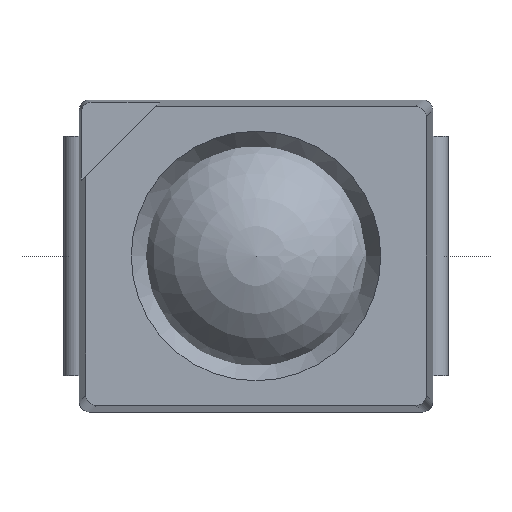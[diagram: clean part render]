
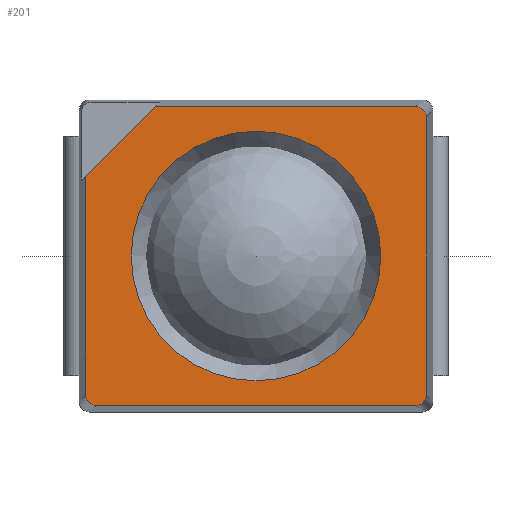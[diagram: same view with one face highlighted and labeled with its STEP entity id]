
A CAD part, front view. The second image highlights one B-rep face of the part: STEP entity #201.
In plain terms, the highlighted face is planar.
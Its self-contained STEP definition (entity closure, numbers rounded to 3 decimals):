
#201=ADVANCED_FACE('',(#305,#306),#258,.T.);
#258=PLANE('',#1217);
#295=CIRCLE('',#1216,1.2);
#305=FACE_BOUND('',#310,.T.);
#306=FACE_BOUND('',#311,.T.);
#310=EDGE_LOOP('',(#380,#381,#382,#383,#384,#385,#386,#387));
#311=EDGE_LOOP('',(#388));
#368=ELLIPSE('',#1213,0.1,0.1);
#369=ELLIPSE('',#1214,0.1,0.1);
#370=ELLIPSE('',#1215,0.1,0.1);
#380=ORIENTED_EDGE('',*,*,#799,.F.);
#381=ORIENTED_EDGE('',*,*,#800,.T.);
#382=ORIENTED_EDGE('',*,*,#801,.T.);
#383=ORIENTED_EDGE('',*,*,#802,.F.);
#384=ORIENTED_EDGE('',*,*,#803,.T.);
#385=ORIENTED_EDGE('',*,*,#804,.F.);
#386=ORIENTED_EDGE('',*,*,#805,.T.);
#387=ORIENTED_EDGE('',*,*,#806,.T.);
#388=ORIENTED_EDGE('',*,*,#807,.T.);
#692=VERTEX_POINT('',#1581);
#693=VERTEX_POINT('',#1582);
#694=VERTEX_POINT('',#1584);
#695=VERTEX_POINT('',#1586);
#696=VERTEX_POINT('',#1588);
#697=VERTEX_POINT('',#1590);
#698=VERTEX_POINT('',#1592);
#699=VERTEX_POINT('',#1594);
#700=VERTEX_POINT('',#1597);
#799=EDGE_CURVE('',#692,#693,#959,.T.);
#800=EDGE_CURVE('',#692,#694,#960,.T.);
#801=EDGE_CURVE('',#694,#695,#368,.T.);
#802=EDGE_CURVE('',#696,#695,#961,.T.);
#803=EDGE_CURVE('',#696,#697,#369,.T.);
#804=EDGE_CURVE('',#698,#697,#962,.T.);
#805=EDGE_CURVE('',#698,#699,#370,.T.);
#806=EDGE_CURVE('',#699,#693,#963,.T.);
#807=EDGE_CURVE('',#700,#700,#295,.T.);
#959=LINE('',#1580,#1085);
#960=LINE('',#1583,#1086);
#961=LINE('',#1587,#1087);
#962=LINE('',#1591,#1088);
#963=LINE('',#1595,#1089);
#1085=VECTOR('',#1294,1.);
#1086=VECTOR('',#1295,1.);
#1087=VECTOR('',#1298,1.);
#1088=VECTOR('',#1301,1.);
#1089=VECTOR('',#1304,1.);
#1213=AXIS2_PLACEMENT_3D('',#1585,#1296,#1297);
#1214=AXIS2_PLACEMENT_3D('',#1589,#1299,#1300);
#1215=AXIS2_PLACEMENT_3D('',#1593,#1302,#1303);
#1216=AXIS2_PLACEMENT_3D('',#1596,#1305,#1306);
#1217=AXIS2_PLACEMENT_3D('',#1598,#1307,#1308);
#1294=DIRECTION('',(0.707,0.707,0.));
#1295=DIRECTION('',(0.,-1.,0.));
#1296=DIRECTION('',(0.,0.,1.));
#1297=DIRECTION('',(0.707,0.707,0.));
#1298=DIRECTION('',(-1.,0.,0.));
#1299=DIRECTION('',(0.,0.,1.));
#1300=DIRECTION('',(0.707,-0.707,0.));
#1301=DIRECTION('',(0.,-1.,0.));
#1302=DIRECTION('',(0.,0.,1.));
#1303=DIRECTION('',(-0.707,-0.707,0.));
#1304=DIRECTION('',(-1.,0.,0.));
#1305=DIRECTION('',(0.,0.,-1.));
#1306=DIRECTION('',(-1.,0.,0.));
#1307=DIRECTION('',(0.,0.,1.));
#1308=DIRECTION('',(1.,0.,0.));
#1580=CARTESIAN_POINT('',(-1.7,0.7,2.1));
#1581=CARTESIAN_POINT('',(-1.637,0.763,2.1));
#1582=CARTESIAN_POINT('',(-0.963,1.437,2.1));
#1583=CARTESIAN_POINT('',(-1.637,1.8,2.1));
#1584=CARTESIAN_POINT('',(-1.637,-1.337,2.1));
#1585=CARTESIAN_POINT('',(-1.537,-1.337,2.1));
#1586=CARTESIAN_POINT('',(-1.537,-1.437,2.1));
#1587=CARTESIAN_POINT('',(2.01,-1.437,2.1));
#1588=CARTESIAN_POINT('',(1.537,-1.437,2.1));
#1589=CARTESIAN_POINT('',(1.537,-1.337,2.1));
#1590=CARTESIAN_POINT('',(1.637,-1.337,2.1));
#1591=CARTESIAN_POINT('',(1.637,1.8,2.1));
#1592=CARTESIAN_POINT('',(1.637,1.337,2.1));
#1593=CARTESIAN_POINT('',(1.537,1.337,2.1));
#1594=CARTESIAN_POINT('',(1.537,1.437,2.1));
#1595=CARTESIAN_POINT('',(2.01,1.437,2.1));
#1596=CARTESIAN_POINT('',(0.,0.,2.1));
#1597=CARTESIAN_POINT('',(-1.2,0.,2.1));
#1598=CARTESIAN_POINT('',(0.,0.,2.1));
